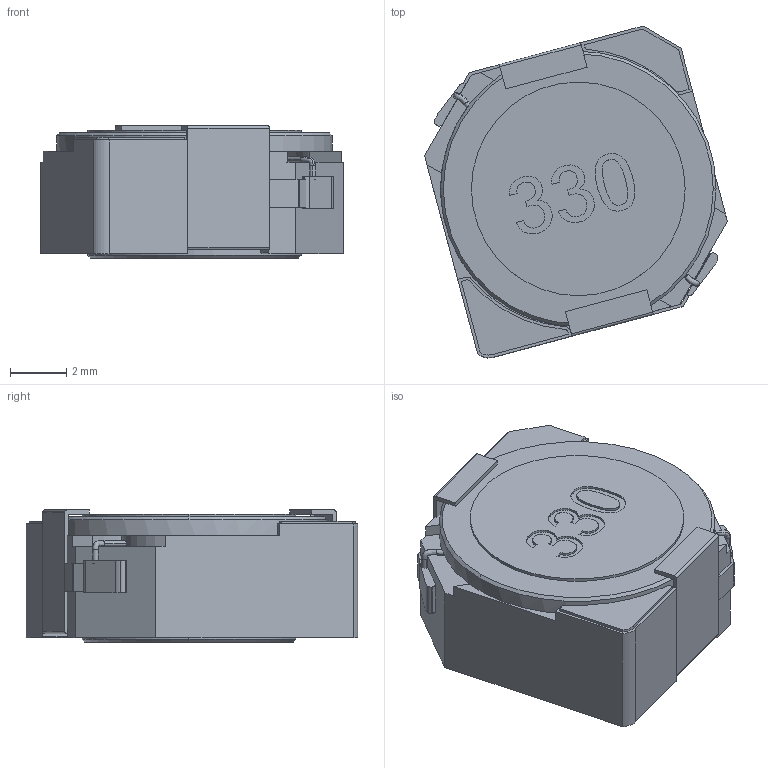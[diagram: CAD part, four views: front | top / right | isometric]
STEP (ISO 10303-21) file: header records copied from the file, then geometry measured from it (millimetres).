
FILE_DESCRIPTION (( 'STEP AP214' ), '1' );
FILE_NAME ('SRR1050HA-331Y.STEP', '2023-03-07T21:38:22', ( '' ), ( '' ), 'SwSTEP 2.0', 'SolidWorks 2022', '' );
FILE_SCHEMA (( 'AUTOMOTIVE_DESIGN' ));
Length unit declared in the file: inch
Products named in the file (14): CU1048-L_4; CU1048-L; CU1048-L_10; CU1048-L_7; CU1048-L_12; CU1048-L_5; CU1048-L_9; CU1048-L_3; CU1048-L_6; CU1048-L_11; CU1048-L_8; CU1048-L_2; SRR1050HA-331Y; CU1048-L_13
Assembly tree (13 placements, depth 2):
  SRR1050HA-331Y
    CU1048-L_12
    CU1048-L_7
    CU1048-L_9
    CU1048-L_3
    CU1048-L_13
    CU1048-L
    CU1048-L_11
    CU1048-L_2
    CU1048-L_4
    CU1048-L_5
    CU1048-L_6
    CU1048-L_10
    CU1048-L_8
Bounding box: 10.77 x 11.8 x 4.7 mm (x, y, z)
Volume: 138.1 mm3; surface area: 698.1 mm2
Topology: 9 solids, 13 shells, 324 faces, 871 edges, 582 vertices
Faces by surface type: plane 163, bspline 93, cylinder 64, cone 4
Entity records: 13524 total; most frequent: CARTESIAN_POINT 4586, ORIENTED_EDGE 1724, DIRECTION 1308, EDGE_CURVE 871, VERTEX_POINT 582, VECTOR 530, LINE 530, AXIS2_PLACEMENT_3D 389
